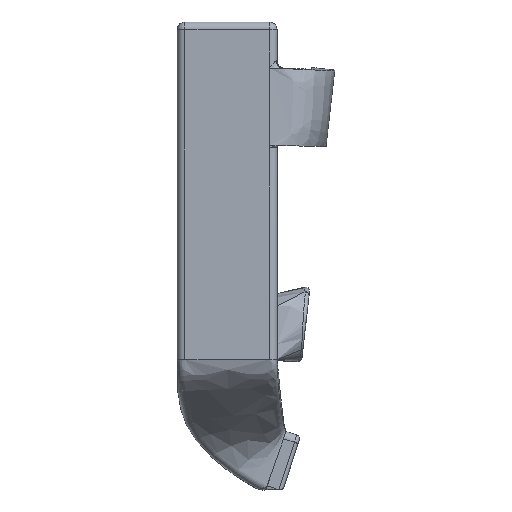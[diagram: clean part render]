
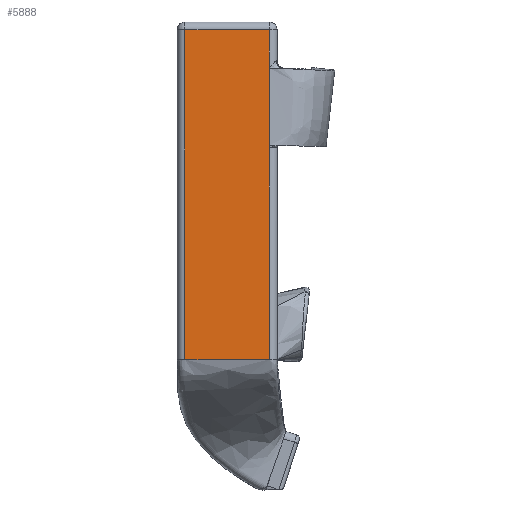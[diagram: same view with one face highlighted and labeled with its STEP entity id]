
A CAD part, left-side view. The second image highlights one B-rep face of the part: STEP entity #5888.
In plain terms, the highlighted planar face has unit normal (-1, 0, 0).
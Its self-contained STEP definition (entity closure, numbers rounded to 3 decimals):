
#173 = CARTESIAN_POINT ( 'NONE',  ( -23., 5.5, 41. ) ) ;
#273 = DIRECTION ( 'NONE',  ( 0., 1., 0. ) ) ;
#275 = VECTOR ( 'NONE', #1155, 1000. ) ;
#369 = VERTEX_POINT ( 'NONE', #173 ) ;
#579 = EDGE_CURVE ( 'NONE', #5081, #6518, #7247, .T. ) ;
#582 = VECTOR ( 'NONE', #5980, 1000. ) ;
#702 = EDGE_LOOP ( 'NONE', ( #2228, #1303, #2316, #7631, #7244, #5475, #7178 ) ) ;
#785 = AXIS2_PLACEMENT_3D ( 'NONE', #4123, #4160, #4769 ) ;
#978 = VERTEX_POINT ( 'NONE', #6116 ) ;
#983 = CARTESIAN_POINT ( 'NONE',  ( -23., -5.5, 35.97 ) ) ;
#1005 = CARTESIAN_POINT ( 'NONE',  ( -23., 5.5, 55.342 ) ) ;
#1041 = CARTESIAN_POINT ( 'NONE',  ( -23., 5.5, 41. ) ) ;
#1155 = DIRECTION ( 'NONE',  ( 0., 0., -1. ) ) ;
#1303 = ORIENTED_EDGE ( 'NONE', *, *, #3623, .T. ) ;
#1618 = EDGE_CURVE ( 'NONE', #2360, #978, #2769, .T. ) ;
#1636 = PLANE ( 'NONE',  #785 ) ;
#1706 = CARTESIAN_POINT ( 'NONE',  ( -23., -5.5, 55.342 ) ) ;
#2218 = VECTOR ( 'NONE', #5278, 1000. ) ;
#2228 = ORIENTED_EDGE ( 'NONE', *, *, #3513, .F. ) ;
#2296 = DIRECTION ( 'NONE',  ( 0., 0., -1. ) ) ;
#2316 = ORIENTED_EDGE ( 'NONE', *, *, #7597, .T. ) ;
#2360 = VERTEX_POINT ( 'NONE', #4295 ) ;
#2468 = EDGE_CURVE ( 'NONE', #3455, #5081, #5956, .T. ) ;
#2769 = LINE ( 'NONE', #2847, #2218 ) ;
#2847 = CARTESIAN_POINT ( 'NONE',  ( -23., -5.5, -2. ) ) ;
#2943 = CARTESIAN_POINT ( 'NONE',  ( -23., -5.5, 25.895 ) ) ;
#3256 = VERTEX_POINT ( 'NONE', #3809 ) ;
#3455 = VERTEX_POINT ( 'NONE', #983 ) ;
#3513 = EDGE_CURVE ( 'NONE', #3256, #3455, #3703, .T. ) ;
#3619 = CARTESIAN_POINT ( 'NONE',  ( -23., -5.5, 55.342 ) ) ;
#3623 = EDGE_CURVE ( 'NONE', #3256, #369, #5310, .T. ) ;
#3703 = LINE ( 'NONE', #3619, #7079 ) ;
#3809 = CARTESIAN_POINT ( 'NONE',  ( -23., -5.5, 41. ) ) ;
#4083 = FACE_OUTER_BOUND ( 'NONE', #702, .T. ) ;
#4123 = CARTESIAN_POINT ( 'NONE',  ( -23., 0., 55.342 ) ) ;
#4160 = DIRECTION ( 'NONE',  ( -1., 0., 0. ) ) ;
#4295 = CARTESIAN_POINT ( 'NONE',  ( -23., -5.5, -2. ) ) ;
#4375 = CARTESIAN_POINT ( 'NONE',  ( -23., -5.5, 25.594 ) ) ;
#4570 = VECTOR ( 'NONE', #7879, 1000. ) ;
#4610 = VECTOR ( 'NONE', #273, 1000. ) ;
#4769 = DIRECTION ( 'NONE',  ( 0., 0., 1. ) ) ;
#5081 = VERTEX_POINT ( 'NONE', #2943 ) ;
#5278 = DIRECTION ( 'NONE',  ( 0., 1., 0. ) ) ;
#5310 = LINE ( 'NONE', #1041, #4610 ) ;
#5326 = VECTOR ( 'NONE', #2296, 1000. ) ;
#5380 = LINE ( 'NONE', #6575, #5326 ) ;
#5475 = ORIENTED_EDGE ( 'NONE', *, *, #579, .F. ) ;
#5532 = EDGE_CURVE ( 'NONE', #6518, #2360, #5380, .T. ) ;
#5888 = ADVANCED_FACE ( 'NONE', ( #4083 ), #1636, .T. ) ;
#5956 = LINE ( 'NONE', #6078, #275 ) ;
#5980 = DIRECTION ( 'NONE',  ( 0., 0., -1. ) ) ;
#6078 = CARTESIAN_POINT ( 'NONE',  ( -23., -5.5, 55.342 ) ) ;
#6116 = CARTESIAN_POINT ( 'NONE',  ( -23., 5.5, -2. ) ) ;
#6518 = VERTEX_POINT ( 'NONE', #4375 ) ;
#6575 = CARTESIAN_POINT ( 'NONE',  ( -23., -5.5, 55.342 ) ) ;
#6584 = LINE ( 'NONE', #1005, #4570 ) ;
#6829 = DIRECTION ( 'NONE',  ( 0., 0., -1. ) ) ;
#7079 = VECTOR ( 'NONE', #6829, 1000. ) ;
#7178 = ORIENTED_EDGE ( 'NONE', *, *, #2468, .F. ) ;
#7244 = ORIENTED_EDGE ( 'NONE', *, *, #5532, .F. ) ;
#7247 = LINE ( 'NONE', #1706, #582 ) ;
#7597 = EDGE_CURVE ( 'NONE', #369, #978, #6584, .T. ) ;
#7631 = ORIENTED_EDGE ( 'NONE', *, *, #1618, .F. ) ;
#7879 = DIRECTION ( 'NONE',  ( 0., 0., -1. ) ) ;
